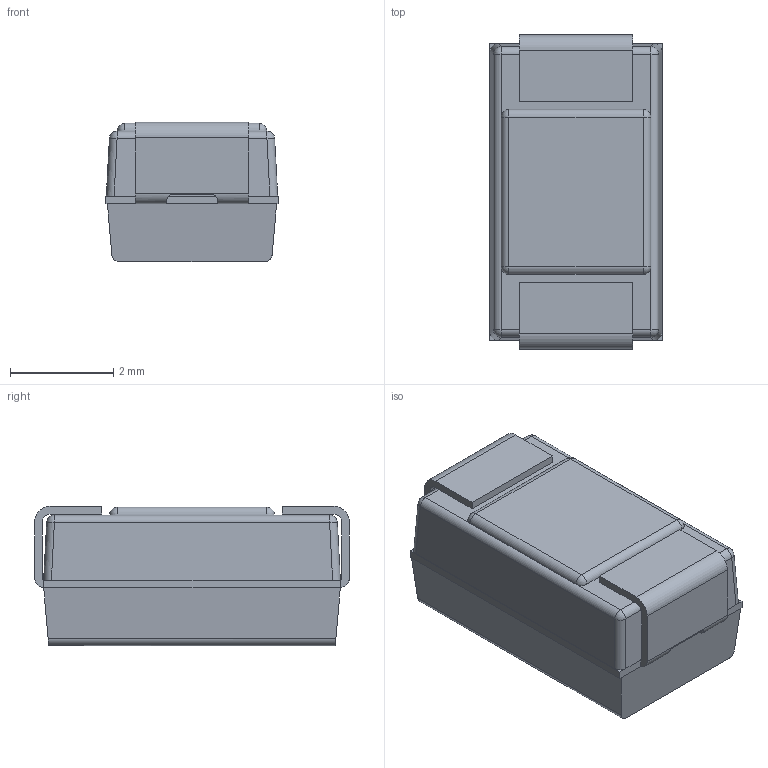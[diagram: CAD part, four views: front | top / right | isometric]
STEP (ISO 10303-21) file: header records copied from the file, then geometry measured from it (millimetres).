
FILE_DESCRIPTION((''),'2;1');
FILE_NAME('C4_36.stp','2010-01-25T07:42:38',('MATOUSEKR'),(''),'Autodesk Inventor 2010','Autodesk Inventor 2010','');
FILE_SCHEMA(('AUTOMOTIVE_DESIGN { 1 0 10303 214 1 1 1 1 }'));
Length unit declared in the file: millimetre
Products named in the file (1): BODYC_CODED
Bounding box: 3.35 x 6.1 x 2.7 mm (x, y, z)
Volume: 49.1 mm3; surface area: 103 mm2
Topology: 1 solids, 1 shells, 288 faces, 620 edges, 333 vertices
Faces by surface type: plane 249, cylinder 27, sphere 8, bspline 4
Entity records: 8230 total; most frequent: CARTESIAN_POINT 2127, DIRECTION 1232, ORIENTED_EDGE 1224, EDGE_CURVE 612, VECTOR 540, LINE 540, AXIS2_PLACEMENT_3D 346, VERTEX_POINT 333
